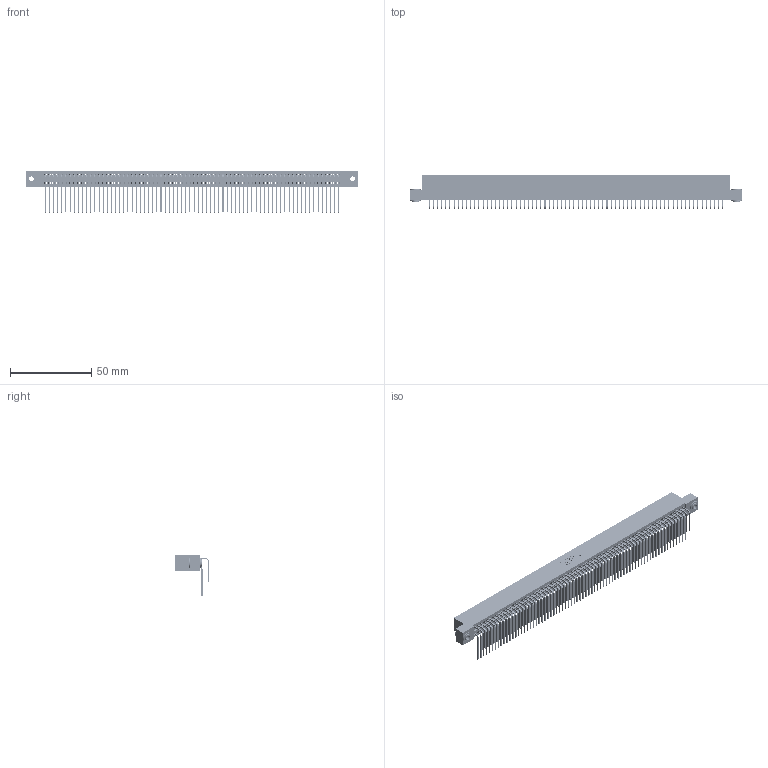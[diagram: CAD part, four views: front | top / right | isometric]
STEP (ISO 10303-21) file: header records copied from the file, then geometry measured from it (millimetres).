
FILE_DESCRIPTION (( 'STEP AP203' ), '1' );
FILE_NAME ('395-144-559-203.STEP', '2018-12-06T10:55:56', ( '' ), ( '' ), 'SwSTEP 2.0', 'SolidWorks 2016', '' );
FILE_SCHEMA (( 'CONFIG_CONTROL_DESIGN' ));
Length unit declared in the file: inch
Products named in the file (5): 395-144-559-203; 345-250-002_345-250-002-102; 345 Part_Flush Mounting Lugs - 0.156 Dia-TH; 345-292-001_559 Tail - 2; 345-292-001_558 559 Tail - 1
Assembly tree (147 placements, depth 2):
  395-144-559-203
    345 Part_Flush Mounting Lugs - 0.156 Dia-TH
    345-292-001_558 559 Tail - 1  x72
    345-292-001_559 Tail - 2  x72
    345-250-002_345-250-002-102  x2
Bounding box: 204.09 x 20.56 x 25.53 mm (x, y, z)
Volume: 20954 mm3; surface area: 35665.6 mm2
Topology: 147 solids, 147 shells, 7652 faces, 22737 edges, 14962 vertices
Faces by surface type: plane 5130, cylinder 2514, cone 8
Entity records: 54756 total; most frequent: CARTESIAN_POINT 9170, ORIENTED_EDGE 9046, DIRECTION 8053, EDGE_CURVE 4523, LINE 4039, VECTOR 4039, VERTEX_POINT 3010, AXIS2_PLACEMENT_3D 2007
